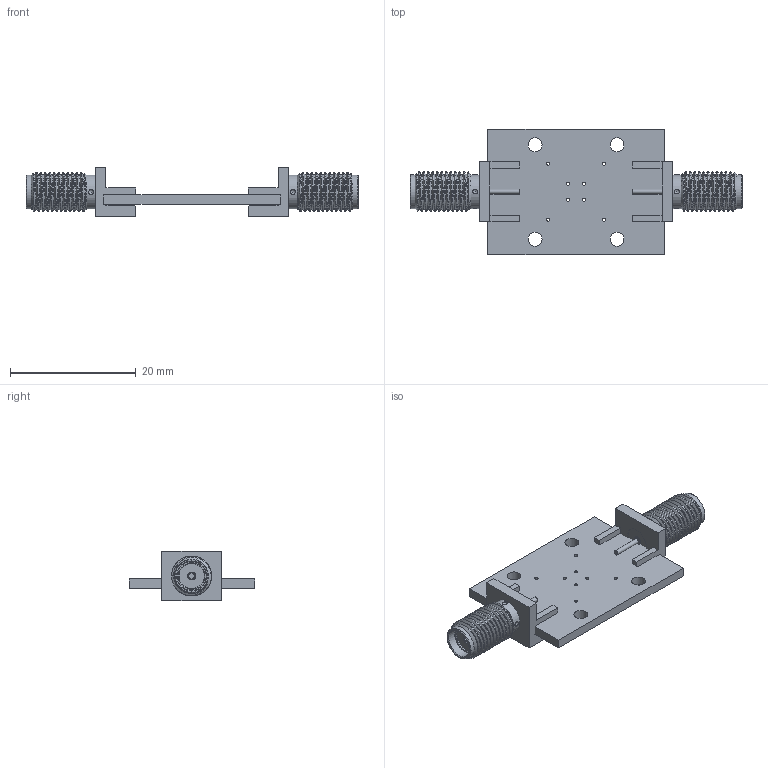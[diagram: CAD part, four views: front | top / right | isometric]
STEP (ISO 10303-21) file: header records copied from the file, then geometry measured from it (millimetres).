
FILE_DESCRIPTION(('KiCad electronic assembly'),'2;1');
FILE_NAME('rbp_263+.step','2025-12-12T11:53:49',('Pcbnew'),('Kicad'), 'Open CASCADE STEP processor 7.5','KiCad to STEP converter','Unknown' );
FILE_SCHEMA(('AUTOMOTIVE_DESIGN { 1 0 10303 214 1 1 1 1 }'));
Length unit declared in the file: millimetre
Products named in the file (3): rbp_263+ 1; SMA_Amphenol_132289_EdgeMount; rbp_263+_PCB
Assembly tree (3 placements, depth 2):
  rbp_263+ 1
    SMA_Amphenol_132289_EdgeMount  x2
    rbp_263+_PCB
Bounding box: 52.73 x 20 x 7.92 mm (x, y, z)
Volume: 1653.7 mm3; surface area: 2587.4 mm2
Topology: 3 solids, 3 shells, 240 faces, 556 edges, 334 vertices
Faces by surface type: plane 80, bspline 78, cylinder 58, cone 16, sphere 8
Full cylindrical faces by diameter (mm): 0.508 x8, 0.76 x2, 0.97 x2, 1.27 x2, 2.2 x4, 4 x2, 4.2 x2, 4.597 x2, 5.385 x4, 6.35 x20
Entity records: 6699 total; most frequent: CARTESIAN_POINT 3951, ORIENTED_EDGE 596, DIRECTION 451, EDGE_CURVE 298, VERTEX_POINT 183, FACE_BOUND 163, EDGE_LOOP 163, AXIS2_PLACEMENT_3D 161
